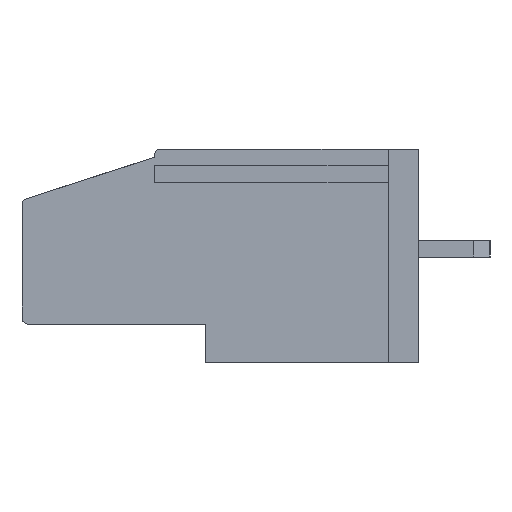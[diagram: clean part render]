
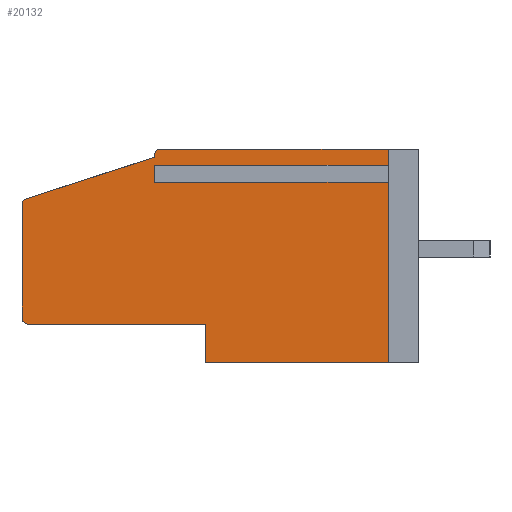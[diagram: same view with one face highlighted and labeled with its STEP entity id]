
A CAD part, left-side view. The second image highlights one B-rep face of the part: STEP entity #20132.
In plain terms, the highlighted planar face has unit normal (-1, 0, 0).
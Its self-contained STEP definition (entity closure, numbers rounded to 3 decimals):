
#148 = EDGE_CURVE ( 'NONE', #15093, #10458, #38571, .T. ) ;
#232 = CARTESIAN_POINT ( 'NONE',  ( 0., 13., 9.502 ) ) ;
#343 = CARTESIAN_POINT ( 'NONE',  ( 0., 12.7, 10.5 ) ) ;
#380 = VERTEX_POINT ( 'NONE', #37974 ) ;
#597 = DIRECTION ( 'NONE',  ( 1., 0., 0. ) ) ;
#2689 = ORIENTED_EDGE ( 'NONE', *, *, #10183, .F. ) ;
#3204 = VERTEX_POINT ( 'NONE', #40533 ) ;
#3991 = ORIENTED_EDGE ( 'NONE', *, *, #31841, .T. ) ;
#4034 = LINE ( 'NONE', #14447, #10716 ) ;
#4337 = DIRECTION ( 'NONE',  ( 0., -1., 0. ) ) ;
#4362 = ORIENTED_EDGE ( 'NONE', *, *, #41910, .F. ) ;
#4501 = VERTEX_POINT ( 'NONE', #32896 ) ;
#6010 = DIRECTION ( 'NONE',  ( 0., 0., 1. ) ) ;
#6279 = EDGE_CURVE ( 'NONE', #28106, #3204, #26963, .T. ) ;
#6494 = LINE ( 'NONE', #37990, #11757 ) ;
#7416 = DIRECTION ( 'NONE',  ( 0., 0., -1. ) ) ;
#8646 = CARTESIAN_POINT ( 'NONE',  ( 0., 13., 9.098 ) ) ;
#8647 = CARTESIAN_POINT ( 'NONE',  ( 0., 10.5, 1.9 ) ) ;
#8777 = VECTOR ( 'NONE', #39062, 1000. ) ;
#9209 = LINE ( 'NONE', #12484, #24131 ) ;
#9306 = EDGE_CURVE ( 'NONE', #16144, #3204, #37356, .T. ) ;
#9644 = EDGE_CURVE ( 'NONE', #4501, #10114, #33652, .T. ) ;
#9996 = CARTESIAN_POINT ( 'NONE',  ( 0., 1.5, 0. ) ) ;
#10114 = VERTEX_POINT ( 'NONE', #20072 ) ;
#10183 = EDGE_CURVE ( 'NONE', #16144, #10114, #4034, .T. ) ;
#10277 = CARTESIAN_POINT ( 'NONE',  ( 0., 19.5, 0. ) ) ;
#10458 = VERTEX_POINT ( 'NONE', #34065 ) ;
#10577 = DIRECTION ( 'NONE',  ( 0., 0., -1. ) ) ;
#10716 = VECTOR ( 'NONE', #17712, 1000. ) ;
#10773 = VERTEX_POINT ( 'NONE', #32834 ) ;
#10782 = PLANE ( 'NONE',  #41644 ) ;
#10917 = LINE ( 'NONE', #38461, #29590 ) ;
#10948 = VECTOR ( 'NONE', #4337, 1000. ) ;
#11169 = ORIENTED_EDGE ( 'NONE', *, *, #18829, .T. ) ;
#11757 = VECTOR ( 'NONE', #45676, 1000. ) ;
#11849 = VECTOR ( 'NONE', #18194, 1000. ) ;
#12484 = CARTESIAN_POINT ( 'NONE',  ( 0., 19.5, 8. ) ) ;
#12978 = LINE ( 'NONE', #24356, #17384 ) ;
#13718 = ORIENTED_EDGE ( 'NONE', *, *, #39052, .F. ) ;
#13817 = DIRECTION ( 'NONE',  ( 0., 0., -1. ) ) ;
#14175 = VERTEX_POINT ( 'NONE', #35002 ) ;
#14447 = CARTESIAN_POINT ( 'NONE',  ( 0., 19.5, 10.5 ) ) ;
#15093 = VERTEX_POINT ( 'NONE', #343 ) ;
#15642 = CARTESIAN_POINT ( 'NONE',  ( 0., 1.5, 10.5 ) ) ;
#15745 = EDGE_CURVE ( 'NONE', #26917, #30461, #10917, .T. ) ;
#15790 = ORIENTED_EDGE ( 'NONE', *, *, #29538, .F. ) ;
#16144 = VERTEX_POINT ( 'NONE', #34788 ) ;
#17015 = DIRECTION ( 'NONE',  ( 0., 1., 0. ) ) ;
#17384 = VECTOR ( 'NONE', #6010, 1000. ) ;
#17497 = ORIENTED_EDGE ( 'NONE', *, *, #6279, .F. ) ;
#17712 = DIRECTION ( 'NONE',  ( 0., 0., 1. ) ) ;
#17917 = CARTESIAN_POINT ( 'NONE',  ( 0., 12.7, 10.2 ) ) ;
#18112 = VECTOR ( 'NONE', #43306, 1000. ) ;
#18194 = DIRECTION ( 'NONE',  ( 0., 0., -1. ) ) ;
#18434 = CARTESIAN_POINT ( 'NONE',  ( 0., 1.5, 10.5 ) ) ;
#18451 = ORIENTED_EDGE ( 'NONE', *, *, #15745, .F. ) ;
#18821 = ORIENTED_EDGE ( 'NONE', *, *, #9306, .T. ) ;
#18829 = EDGE_CURVE ( 'NONE', #23648, #380, #36367, .T. ) ;
#20016 = CARTESIAN_POINT ( 'NONE',  ( 0., 1.5, 9.098 ) ) ;
#20072 = CARTESIAN_POINT ( 'NONE',  ( 0., 19.5, 7.782 ) ) ;
#20132 = ADVANCED_FACE ( 'NONE', ( #42522 ), #10782, .F. ) ;
#20209 = CARTESIAN_POINT ( 'NONE',  ( 0., 19.2, 2.2 ) ) ;
#20539 = DIRECTION ( 'NONE',  ( -1., 0., 0. ) ) ;
#20574 = CARTESIAN_POINT ( 'NONE',  ( 0., 13., 9.502 ) ) ;
#20799 = CARTESIAN_POINT ( 'NONE',  ( 0., 13., 9.502 ) ) ;
#22229 = ORIENTED_EDGE ( 'NONE', *, *, #9644, .T. ) ;
#22799 = EDGE_CURVE ( 'NONE', #23648, #37753, #35102, .T. ) ;
#23648 = VERTEX_POINT ( 'NONE', #20799 ) ;
#24131 = VECTOR ( 'NONE', #29647, 1000. ) ;
#24356 = CARTESIAN_POINT ( 'NONE',  ( 0., 13., 10.1 ) ) ;
#24801 = VECTOR ( 'NONE', #41563, 1000. ) ;
#24943 = DIRECTION ( 'NONE',  ( 0., 0., -1. ) ) ;
#25220 = ORIENTED_EDGE ( 'NONE', *, *, #22799, .F. ) ;
#25639 = CARTESIAN_POINT ( 'NONE',  ( 0., 13., 9.098 ) ) ;
#25903 = ORIENTED_EDGE ( 'NONE', *, *, #39981, .F. ) ;
#26917 = VERTEX_POINT ( 'NONE', #20016 ) ;
#26963 = LINE ( 'NONE', #38070, #34020 ) ;
#27907 = CARTESIAN_POINT ( 'NONE',  ( 0., 19.2, 7.782 ) ) ;
#28049 = EDGE_LOOP ( 'NONE', ( #2689, #18821, #17497, #15790, #3991, #18451, #4362, #25220, #11169, #34472, #31619, #29587, #13718, #25903, #22229 ) ) ;
#28106 = VERTEX_POINT ( 'NONE', #8647 ) ;
#28447 = CARTESIAN_POINT ( 'NONE',  ( 0., 19.5, 10.5 ) ) ;
#29538 = EDGE_CURVE ( 'NONE', #10773, #28106, #6494, .T. ) ;
#29587 = ORIENTED_EDGE ( 'NONE', *, *, #148, .T. ) ;
#29590 = VECTOR ( 'NONE', #7416, 1000. ) ;
#29647 = DIRECTION ( 'NONE',  ( 0., -0.952, 0.307 ) ) ;
#30461 = VERTEX_POINT ( 'NONE', #9996 ) ;
#31619 = ORIENTED_EDGE ( 'NONE', *, *, #35998, .F. ) ;
#31841 = EDGE_CURVE ( 'NONE', #10773, #30461, #41793, .T. ) ;
#32834 = CARTESIAN_POINT ( 'NONE',  ( 0., 10.5, 0. ) ) ;
#32896 = CARTESIAN_POINT ( 'NONE',  ( 0., 19.292, 8.067 ) ) ;
#33040 = LINE ( 'NONE', #25639, #10948 ) ;
#33229 = EDGE_CURVE ( 'NONE', #40616, #380, #35770, .T. ) ;
#33652 = CIRCLE ( 'NONE', #36654, 0.3 ) ;
#34020 = VECTOR ( 'NONE', #17015, 1000. ) ;
#34065 = CARTESIAN_POINT ( 'NONE',  ( 0., 13., 10.2 ) ) ;
#34472 = ORIENTED_EDGE ( 'NONE', *, *, #33229, .F. ) ;
#34788 = CARTESIAN_POINT ( 'NONE',  ( 0., 19.5, 2.2 ) ) ;
#35002 = CARTESIAN_POINT ( 'NONE',  ( 0., 13., 10.1 ) ) ;
#35013 = DIRECTION ( 'NONE',  ( -1., 0., 0. ) ) ;
#35102 = LINE ( 'NONE', #20574, #39971 ) ;
#35387 = LINE ( 'NONE', #28447, #8777 ) ;
#35770 = LINE ( 'NONE', #18434, #11849 ) ;
#35801 = CARTESIAN_POINT ( 'NONE',  ( 0., 19.5, 10.5 ) ) ;
#35998 = EDGE_CURVE ( 'NONE', #15093, #40616, #35387, .T. ) ;
#36367 = LINE ( 'NONE', #232, #18112 ) ;
#36654 = AXIS2_PLACEMENT_3D ( 'NONE', #27907, #20539, #45299 ) ;
#37356 = CIRCLE ( 'NONE', #44068, 0.3 ) ;
#37753 = VERTEX_POINT ( 'NONE', #8646 ) ;
#37974 = CARTESIAN_POINT ( 'NONE',  ( 0., 1.5, 9.502 ) ) ;
#37990 = CARTESIAN_POINT ( 'NONE',  ( 0., 10.5, 1.9 ) ) ;
#38070 = CARTESIAN_POINT ( 'NONE',  ( 0., 19.5, 1.9 ) ) ;
#38461 = CARTESIAN_POINT ( 'NONE',  ( 0., 1.5, 10.5 ) ) ;
#38571 = CIRCLE ( 'NONE', #43773, 0.3 ) ;
#39052 = EDGE_CURVE ( 'NONE', #14175, #10458, #12978, .T. ) ;
#39062 = DIRECTION ( 'NONE',  ( 0., -1., 0. ) ) ;
#39971 = VECTOR ( 'NONE', #13817, 1000. ) ;
#39981 = EDGE_CURVE ( 'NONE', #4501, #14175, #9209, .T. ) ;
#40533 = CARTESIAN_POINT ( 'NONE',  ( 0., 19.2, 1.9 ) ) ;
#40616 = VERTEX_POINT ( 'NONE', #15642 ) ;
#41563 = DIRECTION ( 'NONE',  ( 0., -1., 0. ) ) ;
#41644 = AXIS2_PLACEMENT_3D ( 'NONE', #35801, #597, #24943 ) ;
#41793 = LINE ( 'NONE', #10277, #24801 ) ;
#41910 = EDGE_CURVE ( 'NONE', #37753, #26917, #33040, .T. ) ;
#42439 = DIRECTION ( 'NONE',  ( 0., 0., -1. ) ) ;
#42522 = FACE_OUTER_BOUND ( 'NONE', #28049, .T. ) ;
#43306 = DIRECTION ( 'NONE',  ( 0., -1., 0. ) ) ;
#43773 = AXIS2_PLACEMENT_3D ( 'NONE', #17917, #35013, #42439 ) ;
#44068 = AXIS2_PLACEMENT_3D ( 'NONE', #20209, #45830, #10577 ) ;
#45299 = DIRECTION ( 'NONE',  ( 0., 0., -1. ) ) ;
#45676 = DIRECTION ( 'NONE',  ( 0., 0., 1. ) ) ;
#45830 = DIRECTION ( 'NONE',  ( -1., 0., 0. ) ) ;
